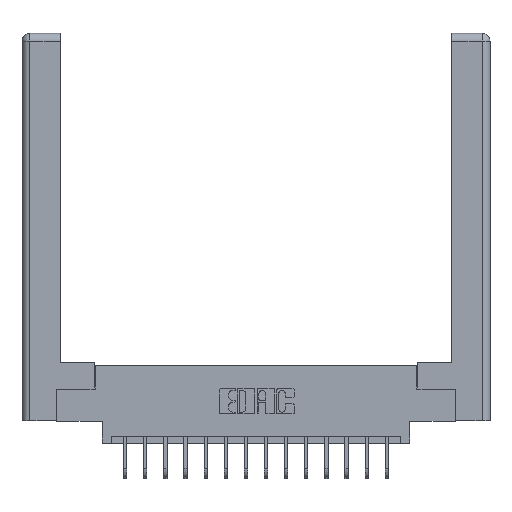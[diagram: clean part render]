
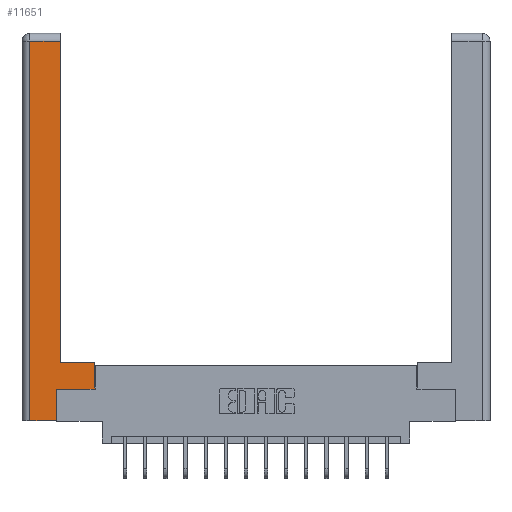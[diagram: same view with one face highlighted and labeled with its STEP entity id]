
A CAD part, top view. The second image highlights one B-rep face of the part: STEP entity #11651.
In plain terms, the highlighted planar face has unit normal (0, 0, 1).
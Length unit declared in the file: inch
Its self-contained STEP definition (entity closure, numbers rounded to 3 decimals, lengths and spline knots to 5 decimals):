
#94 = CARTESIAN_POINT ( 'NONE',  ( 0.295, 2.94, 0. ) ) ;
#476 = VERTEX_POINT ( 'NONE', #14820 ) ;
#668 = CARTESIAN_POINT ( 'NONE',  ( 0.565, 0.45, 0. ) ) ;
#860 = ORIENTED_EDGE ( 'NONE', *, *, #2485, .T. ) ;
#1317 = CARTESIAN_POINT ( 'NONE',  ( 0.0615, 0., 0. ) ) ;
#1630 = VECTOR ( 'NONE', #12649, 39.37008 ) ;
#1746 = VERTEX_POINT ( 'NONE', #12839 ) ;
#2178 = VECTOR ( 'NONE', #8170, 39.37008 ) ;
#2245 = VECTOR ( 'NONE', #14397, 39.37008 ) ;
#2485 = EDGE_CURVE ( 'NONE', #16460, #11862, #16683, .T. ) ;
#3160 = LINE ( 'NONE', #668, #16648 ) ;
#3180 = CARTESIAN_POINT ( 'NONE',  ( 0.0615, 0., 0. ) ) ;
#3303 = VECTOR ( 'NONE', #9810, 39.37008 ) ;
#3330 = LINE ( 'NONE', #13719, #4377 ) ;
#3471 = VERTEX_POINT ( 'NONE', #6350 ) ;
#3472 = VERTEX_POINT ( 'NONE', #1317 ) ;
#3538 = DIRECTION ( 'NONE',  ( -1., 0., 0. ) ) ;
#3672 = CARTESIAN_POINT ( 'NONE',  ( 0.565, 0.245, 0. ) ) ;
#4374 = CARTESIAN_POINT ( 'NONE',  ( 0.295, 3., 0. ) ) ;
#4377 = VECTOR ( 'NONE', #11054, 39.37008 ) ;
#4548 = CARTESIAN_POINT ( 'NONE',  ( 0.265, 0.245, 0. ) ) ;
#4560 = EDGE_CURVE ( 'NONE', #476, #13886, #3330, .T. ) ;
#4572 = CARTESIAN_POINT ( 'NONE',  ( 0.565, 0.245, 0. ) ) ;
#5372 = LINE ( 'NONE', #15026, #3303 ) ;
#5377 = EDGE_CURVE ( 'NONE', #3472, #476, #5372, .T. ) ;
#5931 = EDGE_CURVE ( 'NONE', #3471, #16460, #12913, .T. ) ;
#5973 = VECTOR ( 'NONE', #3538, 39.37008 ) ;
#6336 = LINE ( 'NONE', #11951, #2245 ) ;
#6350 = CARTESIAN_POINT ( 'NONE',  ( 0.565, 0.45, 0. ) ) ;
#6764 = LINE ( 'NONE', #3180, #13277 ) ;
#7286 = EDGE_CURVE ( 'NONE', #11862, #1746, #6336, .T. ) ;
#7353 = ORIENTED_EDGE ( 'NONE', *, *, #7286, .T. ) ;
#7859 = PLANE ( 'NONE',  #10628 ) ;
#8170 = DIRECTION ( 'NONE',  ( 0., 1., 0. ) ) ;
#8752 = ORIENTED_EDGE ( 'NONE', *, *, #12527, .T. ) ;
#8998 = CARTESIAN_POINT ( 'NONE',  ( 0., 0., 0. ) ) ;
#9229 = DIRECTION ( 'NONE',  ( -1., 0., 0. ) ) ;
#9390 = ORIENTED_EDGE ( 'NONE', *, *, #5931, .T. ) ;
#9810 = DIRECTION ( 'NONE',  ( 1., 0., 0. ) ) ;
#10084 = CARTESIAN_POINT ( 'NONE',  ( 0.295, 0.45, 0. ) ) ;
#10480 = ORIENTED_EDGE ( 'NONE', *, *, #13126, .T. ) ;
#10515 = ORIENTED_EDGE ( 'NONE', *, *, #4560, .T. ) ;
#10628 = AXIS2_PLACEMENT_3D ( 'NONE', #8998, #13105, #9229 ) ;
#10671 = FACE_OUTER_BOUND ( 'NONE', #16344, .T. ) ;
#10764 = ORIENTED_EDGE ( 'NONE', *, *, #15713, .T. ) ;
#11054 = DIRECTION ( 'NONE',  ( 0., 1., 0. ) ) ;
#11651 = ADVANCED_FACE ( 'NONE', ( #10671 ), #7859, .F. ) ;
#11706 = CARTESIAN_POINT ( 'NONE',  ( 0.295, 0.45, 0. ) ) ;
#11862 = VERTEX_POINT ( 'NONE', #94 ) ;
#11951 = CARTESIAN_POINT ( 'NONE',  ( 0.0615, 2.94, 0. ) ) ;
#12332 = DIRECTION ( 'NONE',  ( 0., -1., 0. ) ) ;
#12405 = DIRECTION ( 'NONE',  ( 0., 1., 0. ) ) ;
#12527 = EDGE_CURVE ( 'NONE', #1746, #3472, #6764, .T. ) ;
#12649 = DIRECTION ( 'NONE',  ( 1., 0., 0. ) ) ;
#12839 = CARTESIAN_POINT ( 'NONE',  ( 0.0615, 2.94, 0. ) ) ;
#12913 = LINE ( 'NONE', #10084, #5973 ) ;
#13087 = ORIENTED_EDGE ( 'NONE', *, *, #5377, .T. ) ;
#13105 = DIRECTION ( 'NONE',  ( 0., 0., -1. ) ) ;
#13126 = EDGE_CURVE ( 'NONE', #13886, #14183, #13454, .T. ) ;
#13277 = VECTOR ( 'NONE', #12332, 39.37008 ) ;
#13454 = LINE ( 'NONE', #3672, #1630 ) ;
#13719 = CARTESIAN_POINT ( 'NONE',  ( 0.265, 0.245, 0. ) ) ;
#13886 = VERTEX_POINT ( 'NONE', #4548 ) ;
#14183 = VERTEX_POINT ( 'NONE', #4572 ) ;
#14397 = DIRECTION ( 'NONE',  ( -1., 0., 0. ) ) ;
#14820 = CARTESIAN_POINT ( 'NONE',  ( 0.265, 0., 0. ) ) ;
#15026 = CARTESIAN_POINT ( 'NONE',  ( 0.265, 0., 0. ) ) ;
#15713 = EDGE_CURVE ( 'NONE', #14183, #3471, #3160, .T. ) ;
#16344 = EDGE_LOOP ( 'NONE', ( #860, #7353, #8752, #13087, #10515, #10480, #10764, #9390 ) ) ;
#16460 = VERTEX_POINT ( 'NONE', #11706 ) ;
#16648 = VECTOR ( 'NONE', #12405, 39.37008 ) ;
#16683 = LINE ( 'NONE', #4374, #2178 ) ;
